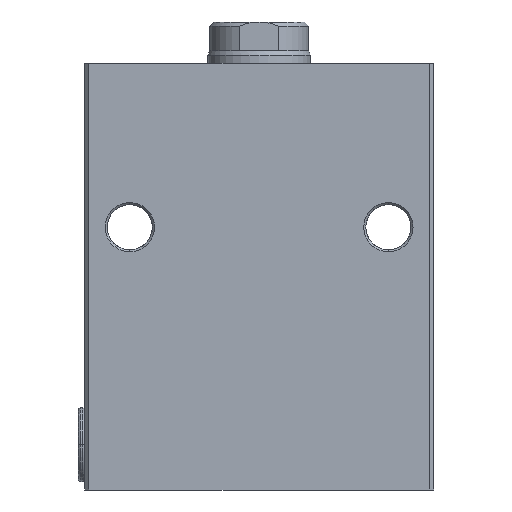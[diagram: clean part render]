
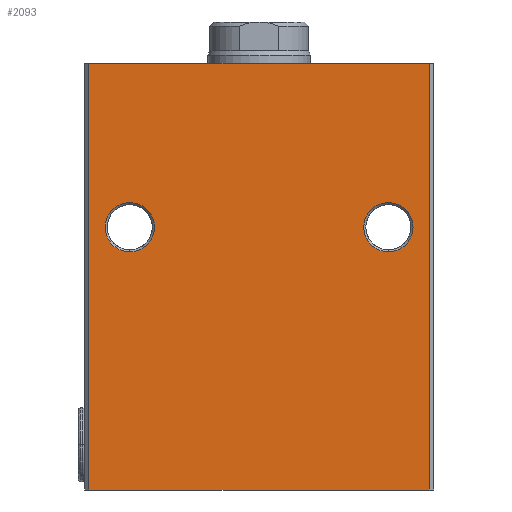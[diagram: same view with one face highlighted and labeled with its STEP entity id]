
A CAD part, front view. The second image highlights one B-rep face of the part: STEP entity #2093.
In plain terms, the highlighted planar face has unit normal (0, -1, 0).
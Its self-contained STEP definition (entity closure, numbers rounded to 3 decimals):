
#70 = ORIENTED_EDGE ( 'NONE', *, *, #7194, .T. ) ;
#218 = CARTESIAN_POINT ( 'NONE',  ( -14383.102, 1837.795, 0. ) ) ;
#257 = VECTOR ( 'NONE', #1836, 1000. ) ;
#385 = CARTESIAN_POINT ( 'NONE',  ( -14456.098, 1837.795, 58. ) ) ;
#667 = EDGE_CURVE ( 'NONE', #5690, #1752, #5124, .T. ) ;
#728 = CARTESIAN_POINT ( 'NONE',  ( -14393.098, 1837.795, 64. ) ) ;
#755 = DIRECTION ( 'NONE',  ( -1., 0., 0. ) ) ;
#761 = ORIENTED_EDGE ( 'NONE', *, *, #6148, .T. ) ;
#779 = FACE_BOUND ( 'NONE', #5532, .T. ) ;
#1106 = CIRCLE ( 'NONE', #6783, 6. ) ;
#1250 = DIRECTION ( 'NONE',  ( -1., 0., 0. ) ) ;
#1472 = ORIENTED_EDGE ( 'NONE', *, *, #667, .T. ) ;
#1486 = VERTEX_POINT ( 'NONE', #385 ) ;
#1535 = DIRECTION ( 'NONE',  ( 0., 1., 0. ) ) ;
#1752 = VERTEX_POINT ( 'NONE', #7162 ) ;
#1782 = EDGE_CURVE ( 'NONE', #5690, #1872, #4874, .T. ) ;
#1811 = DIRECTION ( 'NONE',  ( 0., 1., 0. ) ) ;
#1836 = DIRECTION ( 'NONE',  ( 1., 0., 0. ) ) ;
#1872 = VERTEX_POINT ( 'NONE', #5925 ) ;
#1918 = ORIENTED_EDGE ( 'NONE', *, *, #2199, .T. ) ;
#1989 = CARTESIAN_POINT ( 'NONE',  ( -14456.098, 1837.795, 64. ) ) ;
#2093 = ADVANCED_FACE ( 'NONE', ( #5096, #779, #3435 ), #3453, .F. ) ;
#2113 = DIRECTION ( 'NONE',  ( -1., 0., 0. ) ) ;
#2141 = DIRECTION ( 'NONE',  ( 0., 1., 0. ) ) ;
#2169 = CARTESIAN_POINT ( 'NONE',  ( -14393.098, 1837.795, 64. ) ) ;
#2199 = EDGE_CURVE ( 'NONE', #5329, #6472, #7070, .T. ) ;
#2613 = EDGE_CURVE ( 'NONE', #4212, #1872, #7299, .T. ) ;
#2831 = CIRCLE ( 'NONE', #6165, 6. ) ;
#3160 = DIRECTION ( 'NONE',  ( -1., 0., 0. ) ) ;
#3170 = DIRECTION ( 'NONE',  ( 0., 1., 0. ) ) ;
#3187 = CARTESIAN_POINT ( 'NONE',  ( -14464.102, 1837.795, 104. ) ) ;
#3386 = CIRCLE ( 'NONE', #6696, 6. ) ;
#3435 = FACE_OUTER_BOUND ( 'NONE', #6976, .T. ) ;
#3453 = PLANE ( 'NONE',  #5232 ) ;
#3587 = CARTESIAN_POINT ( 'NONE',  ( -14456.098, 1837.795, 70. ) ) ;
#3634 = CARTESIAN_POINT ( 'NONE',  ( -14464.102, 1837.795, 0. ) ) ;
#3644 = CARTESIAN_POINT ( 'NONE',  ( -14466.102, 1837.795, 104. ) ) ;
#4060 = EDGE_CURVE ( 'NONE', #1486, #6334, #1106, .T. ) ;
#4212 = VERTEX_POINT ( 'NONE', #218 ) ;
#4282 = VECTOR ( 'NONE', #6151, 1000. ) ;
#4471 = VECTOR ( 'NONE', #6381, 1000. ) ;
#4667 = LINE ( 'NONE', #3634, #257 ) ;
#4724 = ORIENTED_EDGE ( 'NONE', *, *, #2613, .T. ) ;
#4844 = DIRECTION ( 'NONE',  ( 0., 1., 0. ) ) ;
#4874 = LINE ( 'NONE', #7005, #5055 ) ;
#5055 = VECTOR ( 'NONE', #7041, 1000. ) ;
#5096 = FACE_BOUND ( 'NONE', #7138, .T. ) ;
#5124 = LINE ( 'NONE', #5757, #4282 ) ;
#5232 = AXIS2_PLACEMENT_3D ( 'NONE', #3187, #3170, #3160 ) ;
#5329 = VERTEX_POINT ( 'NONE', #7284 ) ;
#5389 = CARTESIAN_POINT ( 'NONE',  ( -14456.098, 1837.795, 64. ) ) ;
#5532 = EDGE_LOOP ( 'NONE', ( #6806, #6839 ) ) ;
#5690 = VERTEX_POINT ( 'NONE', #3644 ) ;
#5757 = CARTESIAN_POINT ( 'NONE',  ( -14466.102, 1837.795, 104. ) ) ;
#5925 = CARTESIAN_POINT ( 'NONE',  ( -14383.102, 1837.795, 104. ) ) ;
#5953 = DIRECTION ( 'NONE',  ( -1., 0., 0. ) ) ;
#6148 = EDGE_CURVE ( 'NONE', #1752, #4212, #4667, .T. ) ;
#6151 = DIRECTION ( 'NONE',  ( 0., 0., -1. ) ) ;
#6165 = AXIS2_PLACEMENT_3D ( 'NONE', #5389, #1811, #5953 ) ;
#6334 = VERTEX_POINT ( 'NONE', #3587 ) ;
#6368 = CARTESIAN_POINT ( 'NONE',  ( -14383.102, 1837.795, 104. ) ) ;
#6369 = AXIS2_PLACEMENT_3D ( 'NONE', #2169, #2141, #2113 ) ;
#6381 = DIRECTION ( 'NONE',  ( 0., 0., 1. ) ) ;
#6472 = VERTEX_POINT ( 'NONE', #6878 ) ;
#6506 = EDGE_CURVE ( 'NONE', #6334, #1486, #2831, .T. ) ;
#6696 = AXIS2_PLACEMENT_3D ( 'NONE', #728, #4844, #1250 ) ;
#6783 = AXIS2_PLACEMENT_3D ( 'NONE', #1989, #1535, #755 ) ;
#6806 = ORIENTED_EDGE ( 'NONE', *, *, #4060, .T. ) ;
#6839 = ORIENTED_EDGE ( 'NONE', *, *, #6506, .T. ) ;
#6878 = CARTESIAN_POINT ( 'NONE',  ( -14393.098, 1837.795, 70. ) ) ;
#6926 = ORIENTED_EDGE ( 'NONE', *, *, #1782, .F. ) ;
#6976 = EDGE_LOOP ( 'NONE', ( #761, #4724, #6926, #1472 ) ) ;
#7005 = CARTESIAN_POINT ( 'NONE',  ( -14464.102, 1837.795, 104. ) ) ;
#7041 = DIRECTION ( 'NONE',  ( 1., 0., 0. ) ) ;
#7070 = CIRCLE ( 'NONE', #6369, 6. ) ;
#7138 = EDGE_LOOP ( 'NONE', ( #1918, #70 ) ) ;
#7162 = CARTESIAN_POINT ( 'NONE',  ( -14466.102, 1837.795, 0. ) ) ;
#7194 = EDGE_CURVE ( 'NONE', #6472, #5329, #3386, .T. ) ;
#7284 = CARTESIAN_POINT ( 'NONE',  ( -14393.098, 1837.795, 58. ) ) ;
#7299 = LINE ( 'NONE', #6368, #4471 ) ;
